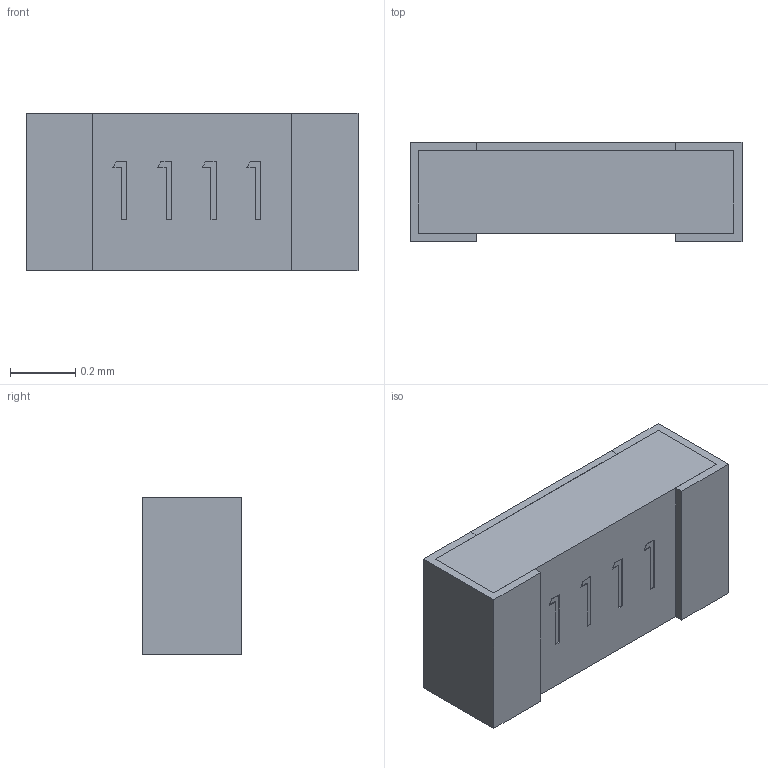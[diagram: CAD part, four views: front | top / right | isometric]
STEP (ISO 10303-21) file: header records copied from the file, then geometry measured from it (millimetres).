
FILE_DESCRIPTION (( 'STEP AP214' ), '1' );
FILE_NAME ('TFCR0402-16W-C-1111DT.STEP', '2021-06-30T13:05:16', ( '' ), ( '' ), 'SwSTEP 2.0', 'SolidWorks 2018', '' );
FILE_SCHEMA (( 'AUTOMOTIVE_DESIGN' ));
Length unit declared in the file: inch
Products named in the file (1): TFCR0402-16W-C-1111DT
Bounding box: 1.02 x 0.3 x 0.48 mm (x, y, z)
Volume: 0.1 mm3; surface area: 3.7 mm2
Topology: 4 solids, 4 shells, 60 faces, 144 edges, 96 vertices
Faces by surface type: plane 60
Entity records: 2119 total; most frequent: CARTESIAN_POINT 301, ORIENTED_EDGE 288, DIRECTION 266, VECTOR 144, EDGE_CURVE 144, LINE 144, VERTEX_POINT 96, EDGE_LOOP 64
